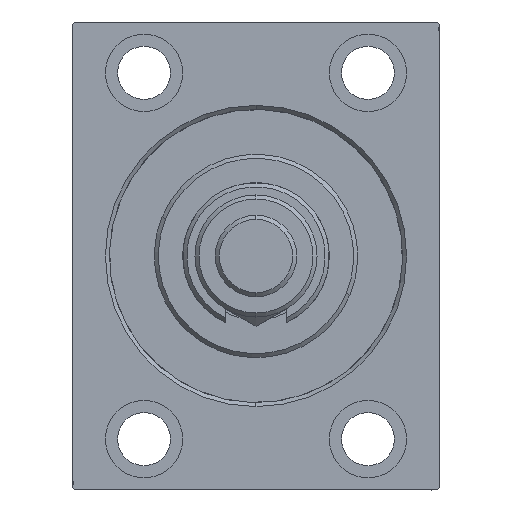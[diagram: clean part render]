
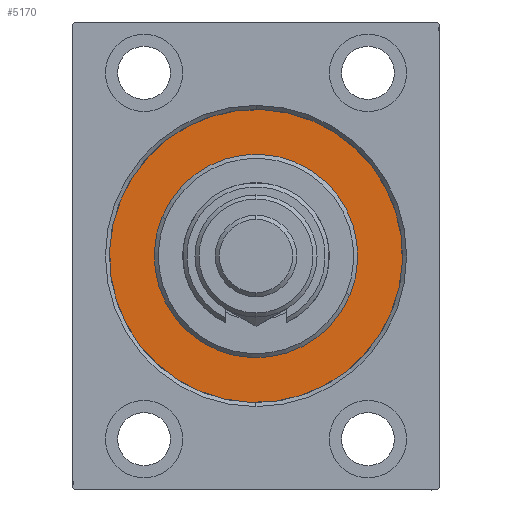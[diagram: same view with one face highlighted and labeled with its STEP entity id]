
A CAD part, left-side view. The second image highlights one B-rep face of the part: STEP entity #5170.
In plain terms, the highlighted face is planar.
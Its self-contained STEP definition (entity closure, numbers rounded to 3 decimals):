
#519 = DIRECTION ( 'NONE',  ( 1., 0., 0. ) ) ;
#1047 = CIRCLE ( 'NONE', #21389, 25. ) ;
#2235 = AXIS2_PLACEMENT_3D ( 'NONE', #22228, #43932, #22003 ) ;
#2604 = CARTESIAN_POINT ( 'NONE',  ( 0., 0., 25. ) ) ;
#3854 = ORIENTED_EDGE ( 'NONE', *, *, #42918, .F. ) ;
#4394 = CARTESIAN_POINT ( 'NONE',  ( 0., 0., 0. ) ) ;
#4453 = CARTESIAN_POINT ( 'NONE',  ( 0., 0., -36. ) ) ;
#4627 = DIRECTION ( 'NONE',  ( -1., 0., 0. ) ) ;
#5170 = ADVANCED_FACE ( 'NONE', ( #22314, #15719 ), #36699, .F. ) ;
#5350 = CARTESIAN_POINT ( 'NONE',  ( 0., 0., 0. ) ) ;
#5947 = ORIENTED_EDGE ( 'NONE', *, *, #9858, .F. ) ;
#7092 = AXIS2_PLACEMENT_3D ( 'NONE', #38473, #42009, #38230 ) ;
#9858 = EDGE_CURVE ( 'NONE', #37541, #15830, #1047, .T. ) ;
#13316 = EDGE_CURVE ( 'NONE', #15221, #18140, #21384, .T. ) ;
#15221 = VERTEX_POINT ( 'NONE', #30207 ) ;
#15719 = FACE_OUTER_BOUND ( 'NONE', #22488, .T. ) ;
#15753 = DIRECTION ( 'NONE',  ( 0., 0., -1. ) ) ;
#15830 = VERTEX_POINT ( 'NONE', #34496 ) ;
#18140 = VERTEX_POINT ( 'NONE', #4453 ) ;
#18892 = AXIS2_PLACEMENT_3D ( 'NONE', #4394, #4627, #26320 ) ;
#21384 = CIRCLE ( 'NONE', #7092, 36. ) ;
#21389 = AXIS2_PLACEMENT_3D ( 'NONE', #32595, #519, #39916 ) ;
#22003 = DIRECTION ( 'NONE',  ( 0., 0., 1. ) ) ;
#22228 = CARTESIAN_POINT ( 'NONE',  ( 0., 0., 0. ) ) ;
#22314 = FACE_BOUND ( 'NONE', #23647, .T. ) ;
#22488 = EDGE_LOOP ( 'NONE', ( #45846, #45329 ) ) ;
#23647 = EDGE_LOOP ( 'NONE', ( #5947, #3854 ) ) ;
#26320 = DIRECTION ( 'NONE',  ( 0., 0., 1. ) ) ;
#26359 = CIRCLE ( 'NONE', #2235, 36. ) ;
#27675 = CIRCLE ( 'NONE', #40509, 25. ) ;
#30207 = CARTESIAN_POINT ( 'NONE',  ( 0., 0., 36. ) ) ;
#32595 = CARTESIAN_POINT ( 'NONE',  ( 0., 0., 0. ) ) ;
#32735 = EDGE_CURVE ( 'NONE', #18140, #15221, #26359, .T. ) ;
#34342 = DIRECTION ( 'NONE',  ( 1., 0., 0. ) ) ;
#34496 = CARTESIAN_POINT ( 'NONE',  ( 0., 0., -25. ) ) ;
#36699 = PLANE ( 'NONE',  #18892 ) ;
#37541 = VERTEX_POINT ( 'NONE', #2604 ) ;
#38230 = DIRECTION ( 'NONE',  ( 0., 0., 1. ) ) ;
#38473 = CARTESIAN_POINT ( 'NONE',  ( 0., 0., 0. ) ) ;
#39916 = DIRECTION ( 'NONE',  ( 0., 0., -1. ) ) ;
#40509 = AXIS2_PLACEMENT_3D ( 'NONE', #5350, #34342, #15753 ) ;
#42009 = DIRECTION ( 'NONE',  ( -1., 0., 0. ) ) ;
#42918 = EDGE_CURVE ( 'NONE', #15830, #37541, #27675, .T. ) ;
#43932 = DIRECTION ( 'NONE',  ( -1., 0., 0. ) ) ;
#45329 = ORIENTED_EDGE ( 'NONE', *, *, #13316, .F. ) ;
#45846 = ORIENTED_EDGE ( 'NONE', *, *, #32735, .F. ) ;
